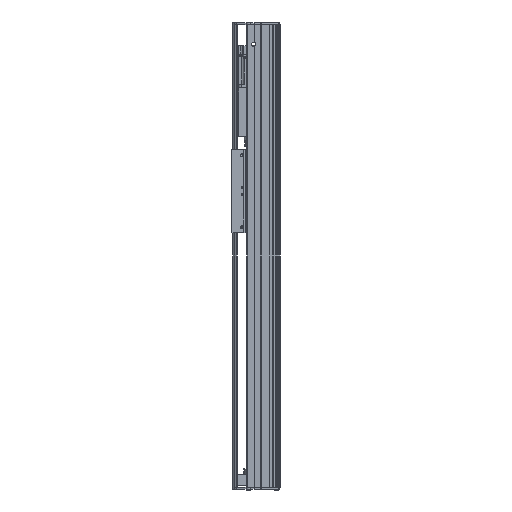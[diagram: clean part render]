
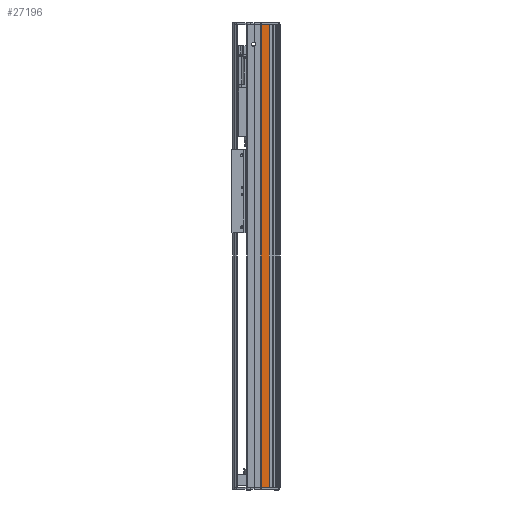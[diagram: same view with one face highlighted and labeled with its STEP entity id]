
A CAD part, left-side view. The second image highlights one B-rep face of the part: STEP entity #27196.
In plain terms, the highlighted planar face has unit normal (-1, 0, 0).
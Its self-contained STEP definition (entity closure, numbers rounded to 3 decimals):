
#366 = LINE ( 'NONE', #16620, #41398 ) ;
#3768 = AXIS2_PLACEMENT_3D ( 'NONE', #11741, #22431, #59966 ) ;
#11741 = CARTESIAN_POINT ( 'NONE',  ( -77.5, 32., -835. ) ) ;
#11956 = EDGE_LOOP ( 'NONE', ( #17876, #43012, #19851, #18395 ) ) ;
#13758 = EDGE_CURVE ( 'NONE', #62001, #18805, #65308, .T. ) ;
#15013 = CARTESIAN_POINT ( 'NONE',  ( -77.5, 17.75, 0. ) ) ;
#16540 = DIRECTION ( 'NONE',  ( 0., 0., 1. ) ) ;
#16620 = CARTESIAN_POINT ( 'NONE',  ( -77.5, 32., 0. ) ) ;
#17088 = PLANE ( 'NONE',  #3768 ) ;
#17385 = VECTOR ( 'NONE', #16540, 1000. ) ;
#17876 = ORIENTED_EDGE ( 'NONE', *, *, #57415, .F. ) ;
#18395 = ORIENTED_EDGE ( 'NONE', *, *, #41296, .T. ) ;
#18805 = VERTEX_POINT ( 'NONE', #24914 ) ;
#19851 = ORIENTED_EDGE ( 'NONE', *, *, #13758, .T. ) ;
#22431 = DIRECTION ( 'NONE',  ( -1., 0., 0. ) ) ;
#22828 = VERTEX_POINT ( 'NONE', #15013 ) ;
#23758 = CARTESIAN_POINT ( 'NONE',  ( -77.5, 32., -835. ) ) ;
#24914 = CARTESIAN_POINT ( 'NONE',  ( -77.5, 17.75, -835. ) ) ;
#27196 = ADVANCED_FACE ( 'NONE', ( #32637 ), #17088, .T. ) ;
#27657 = VERTEX_POINT ( 'NONE', #37367 ) ;
#32524 = DIRECTION ( 'NONE',  ( 0., -1., 0. ) ) ;
#32637 = FACE_OUTER_BOUND ( 'NONE', #11956, .T. ) ;
#36779 = VECTOR ( 'NONE', #42570, 1000. ) ;
#37367 = CARTESIAN_POINT ( 'NONE',  ( -77.5, 32., 0. ) ) ;
#41296 = EDGE_CURVE ( 'NONE', #18805, #22828, #44172, .T. ) ;
#41398 = VECTOR ( 'NONE', #32524, 1000. ) ;
#42570 = DIRECTION ( 'NONE',  ( 0., -1., 0. ) ) ;
#43012 = ORIENTED_EDGE ( 'NONE', *, *, #56690, .F. ) ;
#44172 = LINE ( 'NONE', #48618, #17385 ) ;
#45698 = VECTOR ( 'NONE', #45968, 1000. ) ;
#45968 = DIRECTION ( 'NONE',  ( 0., 0., 1. ) ) ;
#47971 = CARTESIAN_POINT ( 'NONE',  ( -77.5, 32., -835. ) ) ;
#48618 = CARTESIAN_POINT ( 'NONE',  ( -77.5, 17.75, -835. ) ) ;
#56690 = EDGE_CURVE ( 'NONE', #62001, #27657, #59995, .T. ) ;
#57415 = EDGE_CURVE ( 'NONE', #27657, #22828, #366, .T. ) ;
#59966 = DIRECTION ( 'NONE',  ( 0., 0., 1. ) ) ;
#59995 = LINE ( 'NONE', #67332, #45698 ) ;
#62001 = VERTEX_POINT ( 'NONE', #23758 ) ;
#65308 = LINE ( 'NONE', #47971, #36779 ) ;
#67332 = CARTESIAN_POINT ( 'NONE',  ( -77.5, 32., -835. ) ) ;
